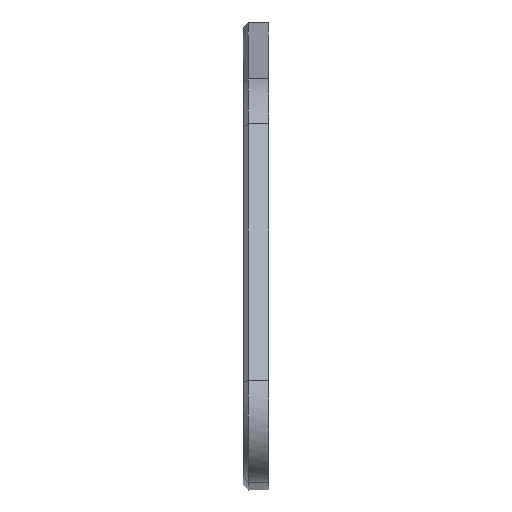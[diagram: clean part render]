
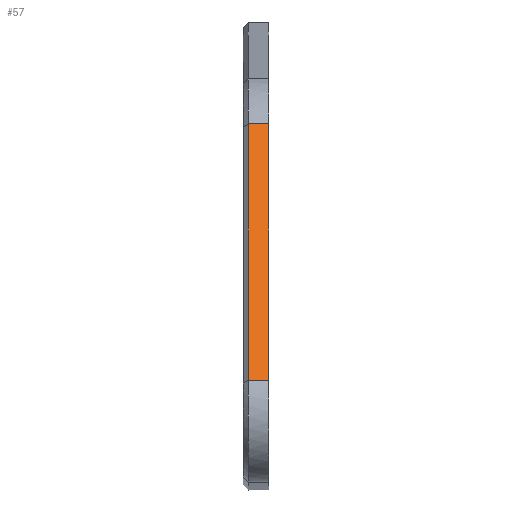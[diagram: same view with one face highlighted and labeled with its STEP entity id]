
A CAD part, top view. The second image highlights one B-rep face of the part: STEP entity #57.
In plain terms, the highlighted free-form (B-spline) face has degree [1, 1] with [2, 2] control points.
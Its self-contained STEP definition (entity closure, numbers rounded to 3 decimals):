
#57=ADVANCED_FACE('',(#117),#1581,.T.);
#117=FACE_OUTER_BOUND('',#187,.T.);
#187=EDGE_LOOP('',(#395,#396,#397,#398));
#395=ORIENTED_EDGE('',*,*,#1329,.F.);
#396=ORIENTED_EDGE('',*,*,#1361,.T.);
#397=ORIENTED_EDGE('',*,*,#1249,.F.);
#398=ORIENTED_EDGE('',*,*,#1362,.T.);
#519=PCURVE('',#1569,#811);
#620=PCURVE('',#1574,#912);
#687=PCURVE('',#1581,#979);
#688=PCURVE('',#1581,#980);
#689=PCURVE('',#1581,#981);
#690=PCURVE('',#1581,#982);
#692=PCURVE('',#1611,#984);
#698=PCURVE('',#1612,#990);
#811=DEFINITIONAL_REPRESENTATION('',(#1672),#3898);
#912=DEFINITIONAL_REPRESENTATION('',(#1777),#3898);
#979=DEFINITIONAL_REPRESENTATION('',(#1865),#3898);
#980=DEFINITIONAL_REPRESENTATION('',(#1867),#3898);
#981=DEFINITIONAL_REPRESENTATION('',(#1868),#3898);
#982=DEFINITIONAL_REPRESENTATION('',(#1870),#3898);
#984=DEFINITIONAL_REPRESENTATION('',(#1872),#3898);
#990=DEFINITIONAL_REPRESENTATION('',(#1880),#3898);
#1103=SURFACE_CURVE('',#1671,(#519,#689),.PCURVE_S1.);
#1183=SURFACE_CURVE('',#1776,(#620,#687),.PCURVE_S1.);
#1215=SURFACE_CURVE('',#1866,(#688,#698),.PCURVE_S1.);
#1216=SURFACE_CURVE('',#1869,(#690,#692),.PCURVE_S1.);
#1249=EDGE_CURVE('',#1493,#1494,#1103,.T.);
#1329=EDGE_CURVE('',#1553,#1551,#1183,.T.);
#1361=EDGE_CURVE('',#1553,#1494,#1215,.T.);
#1362=EDGE_CURVE('',#1493,#1551,#1216,.T.);
#1493=VERTEX_POINT('',#2722);
#1494=VERTEX_POINT('',#2723);
#1551=VERTEX_POINT('',#2780);
#1553=VERTEX_POINT('',#2782);
#1569=B_SPLINE_SURFACE_WITH_KNOTS('',1,1,((#2052,#2053),(#2054,#2055)),
 .UNSPECIFIED.,.F.,.F.,.F.,(2,2),(2,2),(-80.808,80.808),
(-85.335,85.335),.UNSPECIFIED.);
#1574=B_SPLINE_SURFACE_WITH_KNOTS('',1,1,((#2202,#2203),(#2204,#2205)),
 .UNSPECIFIED.,.F.,.F.,.F.,(2,2),(2,2),(-28.781,28.781),
(-27.855,27.855),.UNSPECIFIED.);
#1581=B_SPLINE_SURFACE_WITH_KNOTS('',1,1,((#2398,#2399),(#2400,#2401)),
 .UNSPECIFIED.,.F.,.F.,.F.,(2,2),(2,2),(-2.412,2.412),
(-35.521,35.521),.UNSPECIFIED.);
#1611=(
BOUNDED_SURFACE()
B_SPLINE_SURFACE(2,1,((#2402,#2403),(#2404,#2405),(#2406,#2407),(#2408,
#2409),(#2410,#2411),(#2412,#2413),(#2414,#2415),(#2416,#2417),(#2418,#2419)),
 .UNSPECIFIED.,.T.,.F.,.F.)
B_SPLINE_SURFACE_WITH_KNOTS((3,2,2,2,3),(2,2),(0.,31.416,62.832,
94.248,125.664),(0.,4.824),.UNSPECIFIED.)
GEOMETRIC_REPRESENTATION_ITEM()
RATIONAL_B_SPLINE_SURFACE(((1.,1.),(0.707,0.707),
(1.,1.),(0.707,0.707),(1.,1.),(0.707,
0.707),(1.,1.),(0.707,0.707),(1.,1.)))
REPRESENTATION_ITEM('')
SURFACE()
);
#1612=(
BOUNDED_SURFACE()
B_SPLINE_SURFACE(2,1,((#2420,#2421),(#2422,#2423),(#2424,#2425),(#2426,
#2427),(#2428,#2429),(#2430,#2431),(#2432,#2433),(#2434,#2435),(#2436,#2437)),
 .UNSPECIFIED.,.T.,.F.,.F.)
B_SPLINE_SURFACE_WITH_KNOTS((3,2,2,2,3),(2,2),(0.,1.571,3.142,
4.712,6.283),(0.,4.824),.UNSPECIFIED.)
GEOMETRIC_REPRESENTATION_ITEM()
RATIONAL_B_SPLINE_SURFACE(((1.,1.),(0.707,0.707),
(1.,1.),(0.707,0.707),(1.,1.),(0.707,
0.707),(1.,1.),(0.707,0.707),(1.,1.)))
REPRESENTATION_ITEM('')
SURFACE()
);
#1671=B_SPLINE_CURVE_WITH_KNOTS('',1,(#2866,#2867),.UNSPECIFIED.,.F.,.F.,
(2,2),(-59.174,0.),.UNSPECIFIED.);
#1672=B_SPLINE_CURVE_WITH_KNOTS('',1,(#2868,#2869),.UNSPECIFIED.,.F.,.F.,
(2,2),(-59.174,0.),.UNSPECIFIED.);
#1776=B_SPLINE_CURVE_WITH_KNOTS('',1,(#3404,#3405),.UNSPECIFIED.,.F.,.F.,
(2,2),(-59.174,0.),.UNSPECIFIED.);
#1777=B_SPLINE_CURVE_WITH_KNOTS('',1,(#3406,#3407),.UNSPECIFIED.,.F.,.F.,
(2,2),(-59.174,0.),.UNSPECIFIED.);
#1865=B_SPLINE_CURVE_WITH_KNOTS('',1,(#3620,#3621),.UNSPECIFIED.,.F.,.F.,
(2,2),(-59.174,0.),.UNSPECIFIED.);
#1866=B_SPLINE_CURVE_WITH_KNOTS('',1,(#3622,#3623),.UNSPECIFIED.,.F.,.F.,
(2,2),(0.,4.),.UNSPECIFIED.);
#1867=B_SPLINE_CURVE_WITH_KNOTS('',1,(#3624,#3625),.UNSPECIFIED.,.F.,.F.,
(2,2),(0.,4.),.UNSPECIFIED.);
#1868=B_SPLINE_CURVE_WITH_KNOTS('',1,(#3626,#3627),.UNSPECIFIED.,.F.,.F.,
(2,2),(-59.174,0.),.UNSPECIFIED.);
#1869=B_SPLINE_CURVE_WITH_KNOTS('',1,(#3628,#3629),.UNSPECIFIED.,.F.,.F.,
(2,2),(-4.,0.),.UNSPECIFIED.);
#1870=B_SPLINE_CURVE_WITH_KNOTS('',1,(#3630,#3631),.UNSPECIFIED.,.F.,.F.,
(2,2),(-4.,0.),.UNSPECIFIED.);
#1872=B_SPLINE_CURVE_WITH_KNOTS('',1,(#3634,#3635),.UNSPECIFIED.,.F.,.F.,
(2,2),(-4.,0.),.UNSPECIFIED.);
#1880=B_SPLINE_CURVE_WITH_KNOTS('',1,(#3650,#3651),.UNSPECIFIED.,.F.,.F.,
(2,2),(0.,4.),.UNSPECIFIED.);
#2052=CARTESIAN_POINT('',(154.107,-84.442,1.368));
#2053=CARTESIAN_POINT('',(154.107,-166.008,151.286));
#2054=CARTESIAN_POINT('',(154.107,57.522,78.607));
#2055=CARTESIAN_POINT('',(154.107,-24.044,228.525));
#2202=CARTESIAN_POINT('',(121.554,-64.63,123.788));
#2203=CARTESIAN_POINT('',(152.577,-19.006,131.511));
#2204=CARTESIAN_POINT('',(146.637,-89.39,169.297));
#2205=CARTESIAN_POINT('',(177.66,-43.767,177.02));
#2398=CARTESIAN_POINT('',(154.519,-23.97,131.744));
#2399=CARTESIAN_POINT('',(154.519,-83.89,169.908));
#2400=CARTESIAN_POINT('',(149.695,-23.97,131.744));
#2401=CARTESIAN_POINT('',(149.695,-83.89,169.908));
#2402=CARTESIAN_POINT('',(154.519,-49.277,135.631));
#2403=CARTESIAN_POINT('',(149.695,-49.277,135.631));
#2404=CARTESIAN_POINT('',(154.519,-31.709,145.189));
#2405=CARTESIAN_POINT('',(149.695,-31.709,145.189));
#2406=CARTESIAN_POINT('',(154.519,-22.15,127.621));
#2407=CARTESIAN_POINT('',(149.695,-22.15,127.621));
#2408=CARTESIAN_POINT('',(154.519,-12.592,110.053));
#2409=CARTESIAN_POINT('',(149.695,-12.592,110.053));
#2410=CARTESIAN_POINT('',(154.519,-30.16,100.495));
#2411=CARTESIAN_POINT('',(149.695,-30.16,100.495));
#2412=CARTESIAN_POINT('',(154.519,-47.728,90.936));
#2413=CARTESIAN_POINT('',(149.695,-47.728,90.936));
#2414=CARTESIAN_POINT('',(154.519,-57.287,108.505));
#2415=CARTESIAN_POINT('',(149.695,-57.287,108.505));
#2416=CARTESIAN_POINT('',(154.519,-66.845,126.073));
#2417=CARTESIAN_POINT('',(149.695,-66.845,126.073));
#2418=CARTESIAN_POINT('',(154.519,-49.277,135.631));
#2419=CARTESIAN_POINT('',(149.695,-49.277,135.631));
#2420=CARTESIAN_POINT('',(154.519,-79.653,144.408));
#2421=CARTESIAN_POINT('',(149.695,-79.653,144.408));
#2422=CARTESIAN_POINT('',(154.519,-91.036,138.215));
#2423=CARTESIAN_POINT('',(149.695,-91.036,138.215));
#2424=CARTESIAN_POINT('',(154.519,-97.228,149.598));
#2425=CARTESIAN_POINT('',(149.695,-97.228,149.598));
#2426=CARTESIAN_POINT('',(154.519,-103.421,160.98));
#2427=CARTESIAN_POINT('',(149.695,-103.421,160.98));
#2428=CARTESIAN_POINT('',(154.519,-92.039,167.173));
#2429=CARTESIAN_POINT('',(149.695,-92.039,167.173));
#2430=CARTESIAN_POINT('',(154.519,-80.656,173.366));
#2431=CARTESIAN_POINT('',(149.695,-80.656,173.366));
#2432=CARTESIAN_POINT('',(154.519,-74.463,161.983));
#2433=CARTESIAN_POINT('',(149.695,-74.463,161.983));
#2434=CARTESIAN_POINT('',(154.519,-68.271,150.601));
#2435=CARTESIAN_POINT('',(149.695,-68.271,150.601));
#2436=CARTESIAN_POINT('',(154.519,-79.653,144.408));
#2437=CARTESIAN_POINT('',(149.695,-79.653,144.408));
#2722=CARTESIAN_POINT('',(154.107,-28.975,134.932));
#2723=CARTESIAN_POINT('',(154.107,-78.885,166.72));
#2780=CARTESIAN_POINT('',(150.107,-28.975,134.932));
#2782=CARTESIAN_POINT('',(150.107,-78.885,166.72));
#2866=CARTESIAN_POINT('',(154.107,-28.975,134.932));
#2867=CARTESIAN_POINT('',(154.107,-78.885,166.72));
#2868=CARTESIAN_POINT('',(31.747,5.479));
#2869=CARTESIAN_POINT('',(3.098,57.255));
#3404=CARTESIAN_POINT('',(150.107,-78.885,166.72));
#3405=CARTESIAN_POINT('',(150.107,-28.975,134.932));
#3406=CARTESIAN_POINT('',(23.736,-17.677));
#3407=CARTESIAN_POINT('',(-22.865,18.79));
#3620=CARTESIAN_POINT('',(2.,29.587));
#3621=CARTESIAN_POINT('',(2.,-29.587));
#3622=CARTESIAN_POINT('',(150.107,-78.885,166.72));
#3623=CARTESIAN_POINT('',(154.107,-78.885,166.72));
#3624=CARTESIAN_POINT('',(2.,29.587));
#3625=CARTESIAN_POINT('',(-2.,29.587));
#3626=CARTESIAN_POINT('',(-2.,-29.587));
#3627=CARTESIAN_POINT('',(-2.,29.587));
#3628=CARTESIAN_POINT('',(154.107,-28.975,134.932));
#3629=CARTESIAN_POINT('',(150.107,-28.975,134.932));
#3630=CARTESIAN_POINT('',(-2.,-29.587));
#3631=CARTESIAN_POINT('',(2.,-29.587));
#3634=CARTESIAN_POINT('',(21.052,0.412));
#3635=CARTESIAN_POINT('',(21.052,4.412));
#3650=CARTESIAN_POINT('',(4.194,4.412));
#3651=CARTESIAN_POINT('',(4.194,0.412));
#3898=(
GEOMETRIC_REPRESENTATION_CONTEXT(2)
PARAMETRIC_REPRESENTATION_CONTEXT()
REPRESENTATION_CONTEXT('pspace','')
);
